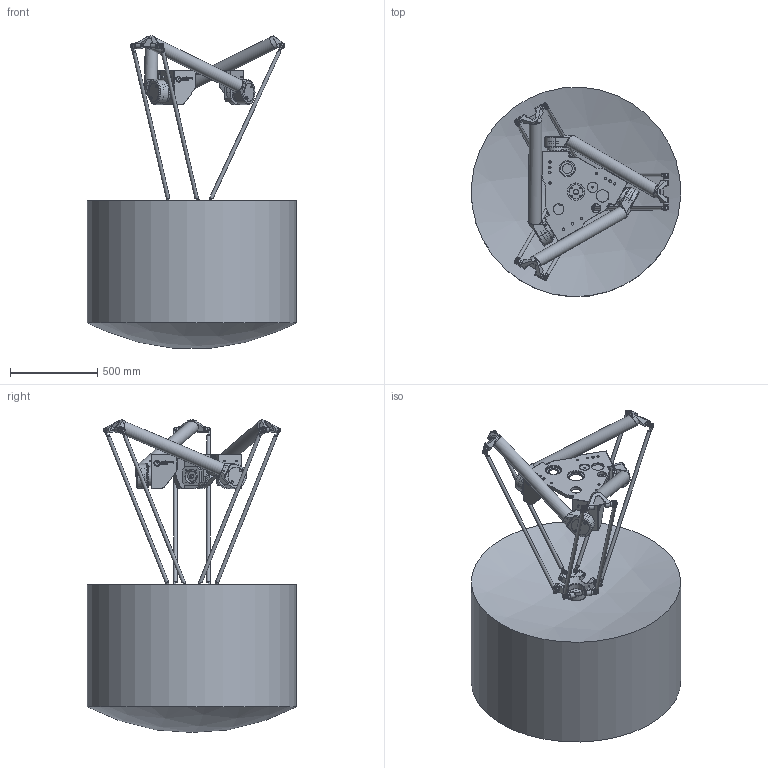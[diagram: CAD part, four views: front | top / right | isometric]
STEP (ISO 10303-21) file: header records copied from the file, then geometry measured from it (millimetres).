
FILE_DESCRIPTION(/* description */ (''),/* implementation_level */ '2;1');
FILE_NAME(/* name */ '3D-model_A_01001-0.stp',/* time_stamp */ '2022-03-03T08:49:55+01:00',/* author */ ('michael.schutter'),/* organization */ ('Majatronic'),/* preprocessor_version */ 'ST-DEVELOPER v16.5',/* originating_system */ 'Autodesk Inventor 2017',/* authorisation */ '');
FILE_SCHEMA (('AUTOMOTIVE_DESIGN { 1 0 10303 214 3 1 1 }'));
Length unit declared in the file: millimetre
Products named in the file (9): A_01001-0_DUMMY; MT_BGR00101319 Dummy Kopfplatte; MT_WST00102401; MT_WST00067065MT_WST; MT_WST00068725MT_WST; MT_WST00068730MT_WST; MT_WST00068922MT_WST; MT_WST00102405; MT_WST00102381
Assembly tree (28 placements, depth 3):
  A_01001-0_DUMMY
    MT_BGR00101319 Dummy Kopfplatte
      MT_WST00102401
      MT_WST00067065MT_WST  x3
    MT_WST00068725MT_WST  x3
    MT_WST00068730MT_WST  x12
    MT_WST00068922MT_WST  x6
    MT_WST00102405
    MT_WST00102381
Bounding box: 1198.56 x 1198.56 x 1789.82 mm (x, y, z)
Volume: 841842669.9 mm3; surface area: 7183721.4 mm2
Topology: 26 solids, 27 shells, 2960 faces, 7050 edges, 4433 vertices
Faces by surface type: plane 1658, cylinder 814, cone 301, bspline 135, torus 50, sphere 2
Full cylindrical faces by diameter (mm): 4.134 x6, 4.917 x26, 6 x7, 7 x3, 7.6 x12, 8 x36, 8.376 x1, 10 x27, 11 x3, 12 x37, 13.835 x9, 14 x24, 15 x24, 18 x30, 19 x3, 20 x6, 24 x3, 25 x1, 26 x3, 30 x1, 33 x12, 40 x1, 47 x3, 50 x1, 56 x1, 60 x2, 70 x1, 73 x6, 79 x1, 80 x5
Entity records: 55461 total; most frequent: CARTESIAN_POINT 17896, DIRECTION 7579, ORIENTED_EDGE 7370, EDGE_CURVE 3685, AXIS2_PLACEMENT_3D 2635, VERTEX_POINT 2462, LINE 2309, VECTOR 2309
